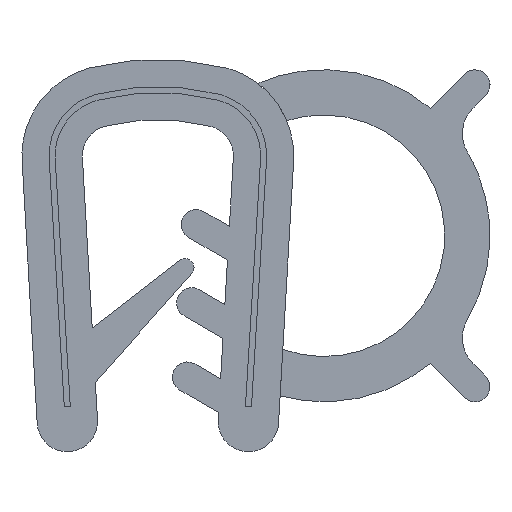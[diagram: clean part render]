
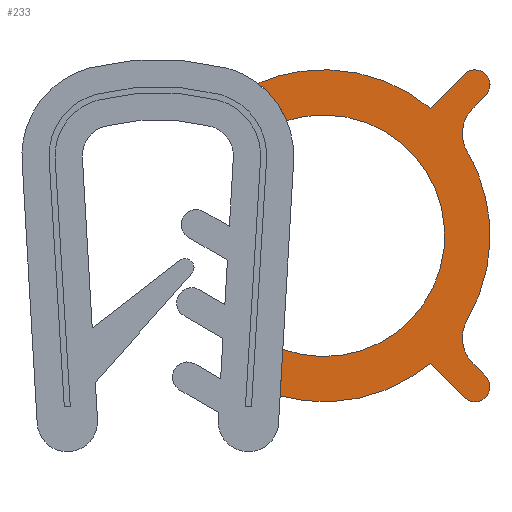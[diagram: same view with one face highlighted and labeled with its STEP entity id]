
A CAD part, front view. The second image highlights one B-rep face of the part: STEP entity #233.
In plain terms, the highlighted free-form (B-spline) face has degree [1, 1] with [2, 2] control points.
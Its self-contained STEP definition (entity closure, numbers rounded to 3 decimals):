
#44=CARTESIAN_POINT('',(2.929,0.0,0.203));
#45=CARTESIAN_POINT('',(11.384,0.0,0.203));
#46=CARTESIAN_POINT('',(2.929,0.0,-11.895));
#47=CARTESIAN_POINT('',(11.384,0.0,-11.895));
#48=B_SPLINE_SURFACE_WITH_KNOTS('',1,1,((#44,#46),(#45,#47)),.UNSPECIFIED.,.F.,.F.,.U.,(2,2),(2,2),(0.0,8.455),(0.0,12.098),.UNSPECIFIED.);
#49=CARTESIAN_POINT('',(10.249,0.0,-8.621));
#50=VERTEX_POINT('',#49);
#51=CARTESIAN_POINT('',(10.249,0.0,-3.071));
#52=VERTEX_POINT('',#51);
#53=CARTESIAN_POINT('',(10.249,0.0,-8.621));
#54=CARTESIAN_POINT('',(11.87,0.0,-5.846));
#55=CARTESIAN_POINT('',(10.249,0.0,-3.071));
#63=(BOUNDED_CURVE()B_SPLINE_CURVE(2,(#53,#54,#55),.UNSPECIFIED.,.F.,.U.)CURVE()GEOMETRIC_REPRESENTATION_ITEM()QUASI_UNIFORM_CURVE()RATIONAL_B_SPLINE_CURVE((1.0,0.863,1.0))REPRESENTATION_ITEM(''));
#64=EDGE_CURVE('',#50,#52,#63,.T.);
#65=ORIENTED_EDGE('',*,*,#64,.T.);
#66=CARTESIAN_POINT('',(10.436,0.0,-1.617));
#67=VERTEX_POINT('',#66);
#68=CARTESIAN_POINT('',(10.436,0.0,-1.617));
#69=CARTESIAN_POINT('',(9.781,0.0,-2.272));
#70=CARTESIAN_POINT('',(10.249,0.0,-3.071));
#78=(BOUNDED_CURVE()B_SPLINE_CURVE(2,(#68,#69,#70),.UNSPECIFIED.,.F.,.U.)CURVE()GEOMETRIC_REPRESENTATION_ITEM()QUASI_UNIFORM_CURVE()RATIONAL_B_SPLINE_CURVE((1.0,0.792,1.0))REPRESENTATION_ITEM(''));
#79=EDGE_CURVE('',#67,#52,#78,.T.);
#80=ORIENTED_EDGE('',*,*,#79,.F.);
#81=CARTESIAN_POINT('',(10.854,0.0,-1.2));
#82=VERTEX_POINT('',#81);
#83=CARTESIAN_POINT('',(10.436,0.0,-1.617));
#84=CARTESIAN_POINT('',(10.854,0.0,-1.2));
#85=QUASI_UNIFORM_CURVE('',1,(#83,#84),.UNSPECIFIED.,.F.,.U.);
#86=EDGE_CURVE('',#67,#82,#85,.T.);
#87=ORIENTED_EDGE('',*,*,#86,.T.);
#88=CARTESIAN_POINT('',(10.146,0.0,-0.492));
#89=VERTEX_POINT('',#88);
#90=CARTESIAN_POINT('',(10.854,0.0,-1.2));
#91=CARTESIAN_POINT('',(11.058,0.0,-0.995));
#92=CARTESIAN_POINT('',(10.983,0.0,-0.717));
#93=CARTESIAN_POINT('',(10.908,0.0,-0.438));
#94=CARTESIAN_POINT('',(10.629,0.0,-0.363));
#95=CARTESIAN_POINT('',(10.351,0.0,-0.288));
#96=CARTESIAN_POINT('',(10.146,0.0,-0.492));
#104=(BOUNDED_CURVE()B_SPLINE_CURVE(2,(#90,#91,#92,#93,#94,#95,#96),.UNSPECIFIED.,.F.,.U.)B_SPLINE_CURVE_WITH_KNOTS((3,2,2,3),(0.0,0.333,0.667,1.0),.UNSPECIFIED.)CURVE()GEOMETRIC_REPRESENTATION_ITEM()RATIONAL_B_SPLINE_CURVE((1.0,0.866,1.0,0.866,1.0,0.866,1.0))REPRESENTATION_ITEM(''));
#105=EDGE_CURVE('',#82,#89,#104,.T.);
#106=ORIENTED_EDGE('',*,*,#105,.T.);
#107=CARTESIAN_POINT('',(9.019,0.0,-1.619));
#108=VERTEX_POINT('',#107);
#109=CARTESIAN_POINT('',(10.146,0.0,-0.492));
#110=CARTESIAN_POINT('',(9.019,0.0,-1.619));
#111=QUASI_UNIFORM_CURVE('',1,(#109,#110),.UNSPECIFIED.,.F.,.U.);
#112=EDGE_CURVE('',#89,#108,#111,.T.);
#113=ORIENTED_EDGE('',*,*,#112,.T.);
#114=CARTESIAN_POINT('',(3.313,0.0,-0.8));
#115=VERTEX_POINT('',#114);
#116=CARTESIAN_POINT('',(9.019,0.0,-1.619));
#117=CARTESIAN_POINT('',(6.419,0.0,0.546));
#118=CARTESIAN_POINT('',(3.313,0.0,-0.8));
#126=(BOUNDED_CURVE()B_SPLINE_CURVE(2,(#116,#117,#118),.UNSPECIFIED.,.F.,.U.)CURVE()GEOMETRIC_REPRESENTATION_ITEM()QUASI_UNIFORM_CURVE()RATIONAL_B_SPLINE_CURVE((1.0,0.852,1.0))REPRESENTATION_ITEM(''));
#127=EDGE_CURVE('',#108,#115,#126,.T.);
#128=ORIENTED_EDGE('',*,*,#127,.T.);
#129=CARTESIAN_POINT('',(4.272,0.0,-2.039));
#130=VERTEX_POINT('',#129);
#131=CARTESIAN_POINT('',(4.272,0.0,-2.039));
#132=CARTESIAN_POINT('',(3.96,0.0,-1.29));
#133=CARTESIAN_POINT('',(3.313,0.0,-0.8));
#141=(BOUNDED_CURVE()B_SPLINE_CURVE(2,(#131,#132,#133),.UNSPECIFIED.,.F.,.U.)CURVE()GEOMETRIC_REPRESENTATION_ITEM()QUASI_UNIFORM_CURVE()RATIONAL_B_SPLINE_CURVE((1.0,0.965,1.0))REPRESENTATION_ITEM(''));
#142=EDGE_CURVE('',#130,#115,#141,.T.);
#143=ORIENTED_EDGE('',*,*,#142,.F.);
#144=CARTESIAN_POINT('',(4.138,0.0,-9.607));
#145=VERTEX_POINT('',#144);
#146=CARTESIAN_POINT('',(4.138,0.0,-9.607));
#147=CARTESIAN_POINT('',(6.9,0.0,-10.608));
#148=CARTESIAN_POINT('',(8.681,0.0,-8.271));
#149=CARTESIAN_POINT('',(10.462,0.0,-5.934));
#150=CARTESIAN_POINT('',(8.765,0.0,-3.535));
#151=CARTESIAN_POINT('',(7.068,0.0,-1.137));
#152=CARTESIAN_POINT('',(4.272,0.0,-2.039));
#160=(BOUNDED_CURVE()B_SPLINE_CURVE(2,(#146,#147,#148,#149,#150,#151,#152),.UNSPECIFIED.,.F.,.U.)B_SPLINE_CURVE_WITH_KNOTS((3,2,2,3),(0.0,0.333,0.667,1.0),.UNSPECIFIED.)CURVE()GEOMETRIC_REPRESENTATION_ITEM()RATIONAL_B_SPLINE_CURVE((1.0,0.806,1.0,0.806,1.0,0.806,1.0))REPRESENTATION_ITEM(''));
#161=EDGE_CURVE('',#145,#130,#160,.T.);
#162=ORIENTED_EDGE('',*,*,#161,.F.);
#163=CARTESIAN_POINT('',(4.049,0.0,-11.15));
#164=VERTEX_POINT('',#163);
#165=CARTESIAN_POINT('',(4.138,0.0,-9.607));
#166=CARTESIAN_POINT('',(4.049,0.0,-11.15));
#167=QUASI_UNIFORM_CURVE('',1,(#165,#166),.UNSPECIFIED.,.F.,.U.);
#168=EDGE_CURVE('',#145,#164,#167,.T.);
#169=ORIENTED_EDGE('',*,*,#168,.T.);
#170=CARTESIAN_POINT('',(9.019,0.0,-10.073));
#171=VERTEX_POINT('',#170);
#172=CARTESIAN_POINT('',(4.049,0.0,-11.15));
#173=CARTESIAN_POINT('',(6.815,0.0,-11.907));
#174=CARTESIAN_POINT('',(9.019,0.0,-10.073));
#182=(BOUNDED_CURVE()B_SPLINE_CURVE(2,(#172,#173,#174),.UNSPECIFIED.,.F.,.U.)CURVE()GEOMETRIC_REPRESENTATION_ITEM()QUASI_UNIFORM_CURVE()RATIONAL_B_SPLINE_CURVE((1.0,0.887,1.0))REPRESENTATION_ITEM(''));
#183=EDGE_CURVE('',#164,#171,#182,.T.);
#184=ORIENTED_EDGE('',*,*,#183,.T.);
#185=CARTESIAN_POINT('',(10.146,0.0,-11.2));
#186=VERTEX_POINT('',#185);
#187=CARTESIAN_POINT('',(9.019,0.0,-10.073));
#188=CARTESIAN_POINT('',(10.146,0.0,-11.2));
#189=QUASI_UNIFORM_CURVE('',1,(#187,#188),.UNSPECIFIED.,.F.,.U.);
#190=EDGE_CURVE('',#171,#186,#189,.T.);
#191=ORIENTED_EDGE('',*,*,#190,.T.);
#192=CARTESIAN_POINT('',(10.854,0.0,-10.492));
#193=VERTEX_POINT('',#192);
#194=CARTESIAN_POINT('',(10.146,0.0,-11.2));
#195=CARTESIAN_POINT('',(10.351,0.0,-11.404));
#196=CARTESIAN_POINT('',(10.629,0.0,-11.329));
#197=CARTESIAN_POINT('',(10.908,0.0,-11.254));
#198=CARTESIAN_POINT('',(10.983,0.0,-10.975));
#199=CARTESIAN_POINT('',(11.058,0.0,-10.697));
#200=CARTESIAN_POINT('',(10.854,0.0,-10.492));
#208=(BOUNDED_CURVE()B_SPLINE_CURVE(2,(#194,#195,#196,#197,#198,#199,#200),.UNSPECIFIED.,.F.,.U.)B_SPLINE_CURVE_WITH_KNOTS((3,2,2,3),(0.0,0.333,0.667,1.0),.UNSPECIFIED.)CURVE()GEOMETRIC_REPRESENTATION_ITEM()RATIONAL_B_SPLINE_CURVE((1.0,0.866,1.0,0.866,1.0,0.866,1.0))REPRESENTATION_ITEM(''));
#209=EDGE_CURVE('',#186,#193,#208,.T.);
#210=ORIENTED_EDGE('',*,*,#209,.T.);
#211=CARTESIAN_POINT('',(10.436,0.0,-10.075));
#212=VERTEX_POINT('',#211);
#213=CARTESIAN_POINT('',(10.854,0.0,-10.492));
#214=CARTESIAN_POINT('',(10.436,0.0,-10.075));
#215=QUASI_UNIFORM_CURVE('',1,(#213,#214),.UNSPECIFIED.,.F.,.U.);
#216=EDGE_CURVE('',#193,#212,#215,.T.);
#217=ORIENTED_EDGE('',*,*,#216,.T.);
#218=CARTESIAN_POINT('',(10.249,0.0,-8.621));
#219=CARTESIAN_POINT('',(9.781,0.0,-9.42));
#220=CARTESIAN_POINT('',(10.436,0.0,-10.075));
#228=(BOUNDED_CURVE()B_SPLINE_CURVE(2,(#218,#219,#220),.UNSPECIFIED.,.F.,.U.)CURVE()GEOMETRIC_REPRESENTATION_ITEM()QUASI_UNIFORM_CURVE()RATIONAL_B_SPLINE_CURVE((1.0,0.792,1.0))REPRESENTATION_ITEM(''));
#229=EDGE_CURVE('',#50,#212,#228,.T.);
#230=ORIENTED_EDGE('',*,*,#229,.F.);
#231=EDGE_LOOP('',(#65,#80,#87,#106,#113,#128,#143,#162,#169,#184,#191,#210,#217,#230));
#232=FACE_OUTER_BOUND('',#231,.T.);
#233=ADVANCED_FACE('',(#232),#48,.F.);
